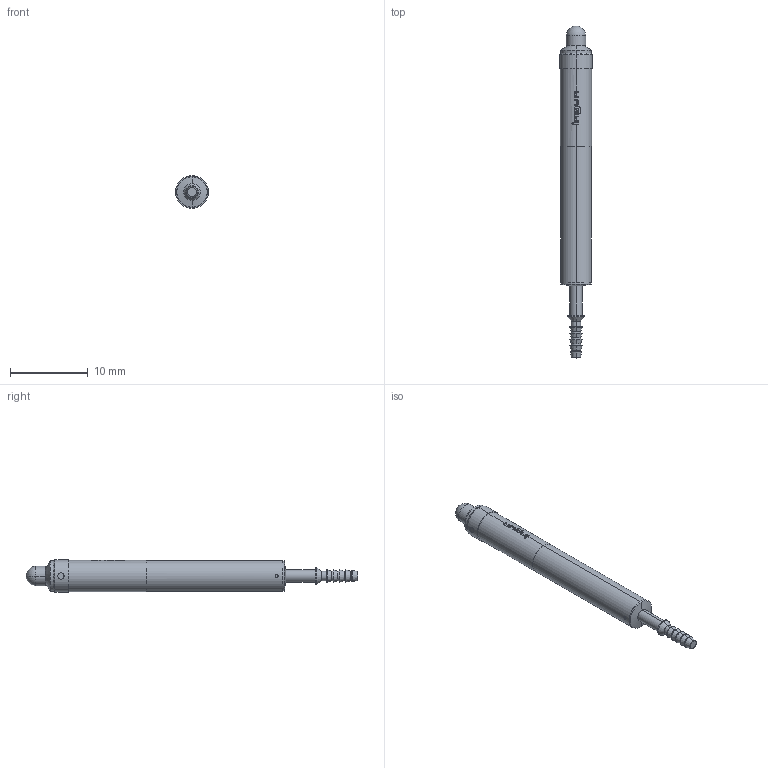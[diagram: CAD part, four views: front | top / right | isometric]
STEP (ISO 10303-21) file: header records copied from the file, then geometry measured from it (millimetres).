
FILE_DESCRIPTION (( 'STEP AP203' ), '1' );
FILE_NAME ('INGUN_PKS-420_205_250_R_xx02_1H.STEP', '2022-02-28T11:09:20', ( 'ochi' ), ( '' ), 'SwSTEP 2.0', 'SolidWorks 2018', '' );
FILE_SCHEMA (( 'CONFIG_CONTROL_DESIGN' ));
Length unit declared in the file: millimetre
Products named in the file (1): INGUN_PKS-420_205_250_R_xx02_1H
Bounding box: 4.2 x 42.7 x 4.2 mm (x, y, z)
Volume: 408.7 mm3; surface area: 474.9 mm2
Topology: 1 solids, 1 shells, 161 faces, 402 edges, 257 vertices
Faces by surface type: cylinder 63, plane 56, bspline 22, cone 18, sphere 2
Entity records: 5203 total; most frequent: CARTESIAN_POINT 1407, ORIENTED_EDGE 796, DIRECTION 748, EDGE_CURVE 398, AXIS2_PLACEMENT_3D 304, VERTEX_POINT 255, EDGE_LOOP 177, CIRCLE 164
